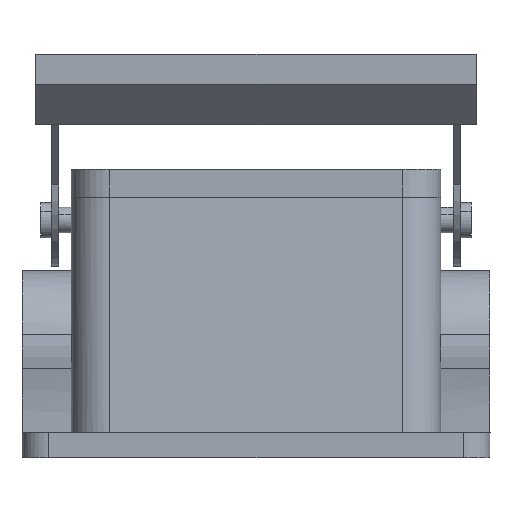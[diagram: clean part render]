
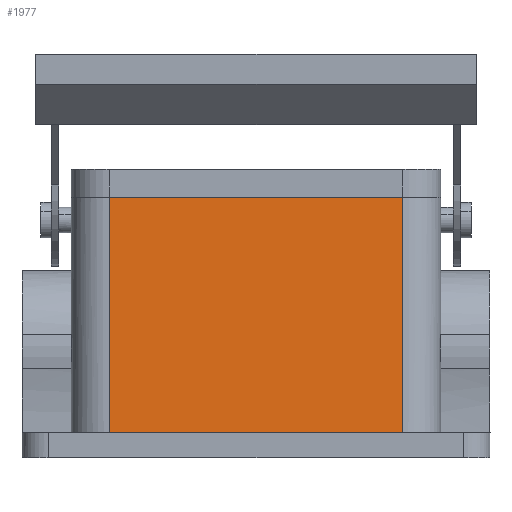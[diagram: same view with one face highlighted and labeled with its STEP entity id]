
A CAD part, left-side view. The second image highlights one B-rep face of the part: STEP entity #1977.
In plain terms, the highlighted planar face has unit normal (-0.999, 0, 0.044).
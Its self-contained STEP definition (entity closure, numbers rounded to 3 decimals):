
#1964=AXIS2_PLACEMENT_3D('Plane Axis2P3D',#1961,#1962,#1963) ;
#808=CARTESIAN_POINT('Line Origine',(18.5,46.25,51.5)) ;
#812=CARTESIAN_POINT('Vertex',(18.5,75.25,51.5)) ;
#814=CARTESIAN_POINT('Vertex',(18.5,17.25,51.5)) ;
#1390=CARTESIAN_POINT('Line Origine',(17.427,75.25,26.914)) ;
#1394=CARTESIAN_POINT('Vertex',(16.47,75.25,5.)) ;
#1938=CARTESIAN_POINT('Vertex',(16.47,17.25,5.)) ;
#1941=CARTESIAN_POINT('Line Origine',(16.47,46.25,5.)) ;
#1961=CARTESIAN_POINT('Axis2P3D Location',(18.5,46.25,51.5)) ;
#1966=CARTESIAN_POINT('Line Origine',(17.485,17.25,28.25)) ;
#809=DIRECTION('Vector Direction',(0.,1.,0.)) ;
#1391=DIRECTION('Vector Direction',(0.044,0.,0.999)) ;
#1942=DIRECTION('Vector Direction',(0.,1.,0.)) ;
#1962=DIRECTION('Axis2P3D Direction',(-0.999,0.,0.044)) ;
#1963=DIRECTION('Axis2P3D XDirection',(0.,1.,0.)) ;
#1967=DIRECTION('Vector Direction',(-0.044,0.,-0.999)) ;
#810=VECTOR('Line Direction',#809,1.) ;
#1392=VECTOR('Line Direction',#1391,1.) ;
#1943=VECTOR('Line Direction',#1942,1.) ;
#1968=VECTOR('Line Direction',#1967,1.) ;
#1972=ORIENTED_EDGE('',*,*,#1970,.F.) ;
#1973=ORIENTED_EDGE('',*,*,#816,.F.) ;
#1974=ORIENTED_EDGE('',*,*,#1396,.F.) ;
#1975=ORIENTED_EDGE('',*,*,#1945,.F.) ;
#1977=ADVANCED_FACE('Housing',(#1976),#1965,.T.) ;
#816=EDGE_CURVE('',#813,#815,#811,.F.) ;
#1396=EDGE_CURVE('',#1395,#813,#1393,.T.) ;
#1945=EDGE_CURVE('',#1939,#1395,#1944,.T.) ;
#1970=EDGE_CURVE('',#815,#1939,#1969,.T.) ;
#1971=EDGE_LOOP('',(#1972,#1973,#1974,#1975)) ;
#1976=FACE_OUTER_BOUND('',#1971,.T.) ;
#811=LINE('Line',#808,#810) ;
#1393=LINE('Line',#1390,#1392) ;
#1944=LINE('Line',#1941,#1943) ;
#1969=LINE('Line',#1966,#1968) ;
#1965=PLANE('',#1964) ;
#813=VERTEX_POINT('',#812) ;
#815=VERTEX_POINT('',#814) ;
#1395=VERTEX_POINT('',#1394) ;
#1939=VERTEX_POINT('',#1938) ;
